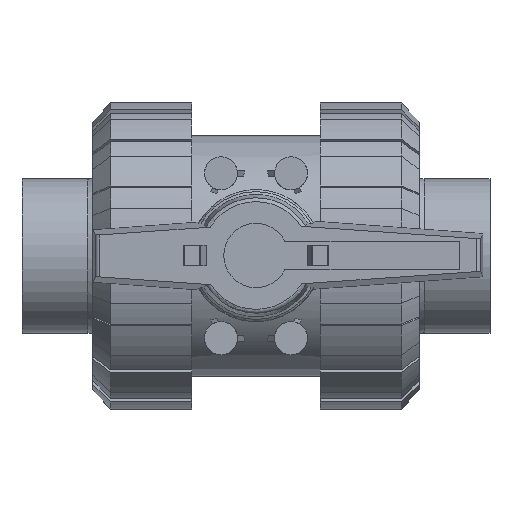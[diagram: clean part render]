
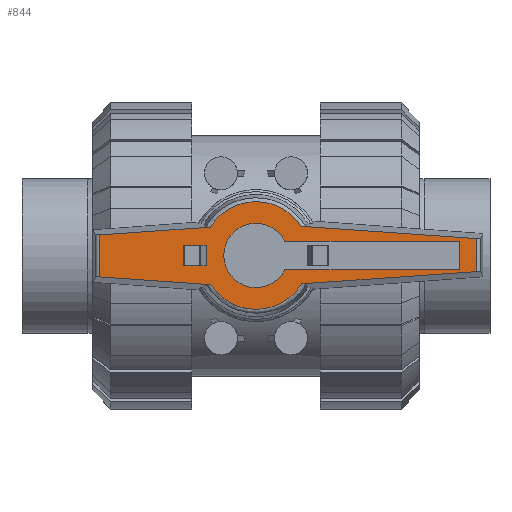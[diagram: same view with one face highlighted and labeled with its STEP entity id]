
A CAD part, top view. The second image highlights one B-rep face of the part: STEP entity #844.
In plain terms, the highlighted planar face has unit normal (0, 0, 1).
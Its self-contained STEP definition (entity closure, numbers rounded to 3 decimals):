
#844=ADVANCED_FACE('',(#1940,#1941,#1942),#1943,.T.);
#1940=FACE_BOUND('',#3361,.T.);
#1941=FACE_OUTER_BOUND('',#3362,.T.);
#1942=FACE_BOUND('',#3363,.T.);
#1943=PLANE('',#3364);
#3361=EDGE_LOOP('',(#6313,#6314,#6315,#6316,#6317));
#3362=EDGE_LOOP('',(#6318,#6319,#6320,#6321,#6322,#6323,#6324,#6325));
#3363=EDGE_LOOP('',(#6326,#6327,#6328,#6329));
#3364=AXIS2_PLACEMENT_3D('',#6330,#6331,#6332);
#6313=ORIENTED_EDGE('',*,*,#9655,.T.);
#6314=ORIENTED_EDGE('',*,*,#9646,.T.);
#6315=ORIENTED_EDGE('',*,*,#9728,.T.);
#6316=ORIENTED_EDGE('',*,*,#9741,.T.);
#6317=ORIENTED_EDGE('',*,*,#9744,.T.);
#6318=ORIENTED_EDGE('',*,*,#9867,.T.);
#6319=ORIENTED_EDGE('',*,*,#10039,.T.);
#6320=ORIENTED_EDGE('',*,*,#9972,.T.);
#6321=ORIENTED_EDGE('',*,*,#9979,.F.);
#6322=ORIENTED_EDGE('',*,*,#9898,.T.);
#6323=ORIENTED_EDGE('',*,*,#10012,.T.);
#6324=ORIENTED_EDGE('',*,*,#9955,.T.);
#6325=ORIENTED_EDGE('',*,*,#9986,.T.);
#6326=ORIENTED_EDGE('',*,*,#9905,.T.);
#6327=ORIENTED_EDGE('',*,*,#9920,.T.);
#6328=ORIENTED_EDGE('',*,*,#9928,.T.);
#6329=ORIENTED_EDGE('',*,*,#9912,.T.);
#6330=CARTESIAN_POINT('',(13.057,0.0,225.5));
#6331=DIRECTION('',(0.0,0.0,1.0));
#6332=DIRECTION('',(1.0,0.0,0.0));
#9646=EDGE_CURVE('',#11434,#11431,#11435,.T.);
#9655=EDGE_CURVE('',#11449,#11434,#11450,.T.);
#9728=EDGE_CURVE('',#11431,#11567,#11569,.T.);
#9741=EDGE_CURVE('',#11567,#11589,#11590,.T.);
#9744=EDGE_CURVE('',#11589,#11449,#11593,.T.);
#9867=EDGE_CURVE('',#11770,#11768,#11771,.T.);
#9898=EDGE_CURVE('',#11823,#11821,#11824,.T.);
#9905=EDGE_CURVE('',#11835,#11836,#11837,.T.);
#9912=EDGE_CURVE('',#11848,#11835,#11849,.T.);
#9920=EDGE_CURVE('',#11836,#11860,#11861,.T.);
#9928=EDGE_CURVE('',#11860,#11848,#11870,.T.);
#9955=EDGE_CURVE('',#11907,#11905,#11908,.T.);
#9972=EDGE_CURVE('',#11933,#11931,#11934,.T.);
#9979=EDGE_CURVE('',#11823,#11931,#11944,.T.);
#9986=EDGE_CURVE('',#11905,#11770,#11951,.T.);
#10012=EDGE_CURVE('',#11821,#11907,#11983,.T.);
#10039=EDGE_CURVE('',#11768,#11933,#12010,.T.);
#11431=VERTEX_POINT('',#14064);
#11434=VERTEX_POINT('',#14068);
#11435=CIRCLE('',#14069,15.629);
#11449=VERTEX_POINT('',#14096);
#11450=LINE('',#14097,#14098);
#11567=VERTEX_POINT('',#14266);
#11569=CIRCLE('',#14269,15.629);
#11589=VERTEX_POINT('',#14296);
#11590=LINE('',#14297,#14298);
#11593=LINE('',#14302,#14303);
#11768=VERTEX_POINT('',#14710);
#11770=VERTEX_POINT('',#14739);
#11771=LINE('',#14740,#14741);
#11821=VERTEX_POINT('',#14896);
#11823=VERTEX_POINT('',#14925);
#11824=LINE('',#14926,#14927);
#11835=VERTEX_POINT('',#14941);
#11836=VERTEX_POINT('',#14942);
#11837=LINE('',#14943,#14944);
#11848=VERTEX_POINT('',#14958);
#11849=LINE('',#14959,#14960);
#11860=VERTEX_POINT('',#14975);
#11861=LINE('',#14976,#14977);
#11870=LINE('',#14989,#14990);
#11905=VERTEX_POINT('',#15035);
#11907=VERTEX_POINT('',#15037);
#11908=LINE('',#15038,#15039);
#11931=VERTEX_POINT('',#15128);
#11933=VERTEX_POINT('',#15130);
#11934=LINE('',#15131,#15132);
#11944=LINE('',#15204,#15205);
#11951=LINE('',#15214,#15215);
#11983=CIRCLE('',#15317,26.113);
#12010=CIRCLE('',#15344,26.113);
#14064=CARTESIAN_POINT('',(-15.629,0.,225.5));
#14068=CARTESIAN_POINT('',(14.053,-6.838,225.5));
#14069=AXIS2_PLACEMENT_3D('',#19869,#19870,#19871);
#14096=CARTESIAN_POINT('',(98.5,-6.838,225.5));
#14097=CARTESIAN_POINT('',(31.153,-6.838,225.5));
#14098=VECTOR('',#19879,1.0);
#14266=CARTESIAN_POINT('',(14.053,6.838,225.5));
#14269=AXIS2_PLACEMENT_3D('',#19977,#19978,#19979);
#14296=CARTESIAN_POINT('',(98.5,6.838,225.5));
#14297=CARTESIAN_POINT('',(31.153,6.838,225.5));
#14298=VECTOR('',#19993,1.0);
#14302=CARTESIAN_POINT('',(98.5,0.0,225.5));
#14303=VECTOR('',#19995,1.0);
#14710=CARTESIAN_POINT('',(-21.949,-14.147,225.5));
#14739=CARTESIAN_POINT('',(-75.912,-10.373,225.5));
#14740=CARTESIAN_POINT('',(-4.617,-15.359,225.5));
#14741=VECTOR('',#20100,1.0);
#14896=CARTESIAN_POINT('',(21.949,14.147,225.5));
#14925=CARTESIAN_POINT('',(106.912,8.205,225.5));
#14926=CARTESIAN_POINT('',(56.421,11.736,225.5));
#14927=VECTOR('',#20128,1.0);
#14941=CARTESIAN_POINT('',(-24.228,-5.0,225.5));
#14942=CARTESIAN_POINT('',(-35.,-5.0,225.5));
#14943=CARTESIAN_POINT('',(-8.51,-5.0,225.5));
#14944=VECTOR('',#20138,1.0);
#14958=CARTESIAN_POINT('',(-24.228,5.0,225.5));
#14959=CARTESIAN_POINT('',(-24.228,-2.5,225.5));
#14960=VECTOR('',#20148,1.0);
#14975=CARTESIAN_POINT('',(-35.,5.0,225.5));
#14976=CARTESIAN_POINT('',(-35.,7.5,225.5));
#14977=VECTOR('',#20156,1.0);
#14989=CARTESIAN_POINT('',(-8.51,5.0,225.5));
#14990=VECTOR('',#20163,1.0);
#15035=CARTESIAN_POINT('',(-75.912,9.979,225.5));
#15037=CARTESIAN_POINT('',(-22.21,13.734,225.5));
#15038=CARTESIAN_POINT('',(-3.198,15.064,225.5));
#15039=VECTOR('',#20195,1.0);
#15128=CARTESIAN_POINT('',(106.912,-7.811,225.5));
#15130=CARTESIAN_POINT('',(22.21,-13.734,225.5));
#15131=CARTESIAN_POINT('',(57.786,-11.247,225.5));
#15132=VECTOR('',#20210,1.0);
#15204=CARTESIAN_POINT('',(106.912,20.0,225.5));
#15205=VECTOR('',#20212,1.0);
#15214=CARTESIAN_POINT('',(-75.912,20.0,225.5));
#15215=VECTOR('',#20215,1.0);
#15317=AXIS2_PLACEMENT_3D('',#20248,#20249,#20250);
#15344=AXIS2_PLACEMENT_3D('',#20281,#20282,#20283);
#19869=CARTESIAN_POINT('',(0.0,0.0,225.5));
#19870=DIRECTION('',(0.0,0.0,-1.0));
#19871=DIRECTION('',(1.0,0.0,0.0));
#19879=DIRECTION('',(-1.0,0.0,0.0));
#19977=CARTESIAN_POINT('',(0.0,0.0,225.5));
#19978=DIRECTION('',(0.0,0.0,-1.0));
#19979=DIRECTION('',(1.0,0.0,0.0));
#19993=DIRECTION('',(1.0,0.0,-0.0));
#19995=DIRECTION('',(0.0,-1.0,0.0));
#20100=DIRECTION('',(0.998,-0.07,0.0));
#20128=DIRECTION('',(-0.998,0.07,0.0));
#20138=DIRECTION('',(-1.0,0.0,0.0));
#20148=DIRECTION('',(0.0,-1.0,0.0));
#20156=DIRECTION('',(0.0,1.0,-0.0));
#20163=DIRECTION('',(1.0,0.0,0.0));
#20195=DIRECTION('',(-0.998,-0.07,0.0));
#20210=DIRECTION('',(0.998,0.07,-0.0));
#20212=DIRECTION('',(0.0,-1.0,0.0));
#20215=DIRECTION('',(0.0,-1.0,0.0));
#20248=CARTESIAN_POINT('',(0.0,0.0,225.5));
#20249=DIRECTION('',(0.0,0.0,1.0));
#20250=DIRECTION('',(1.0,0.0,0.0));
#20281=CARTESIAN_POINT('',(0.0,0.0,225.5));
#20282=DIRECTION('',(0.0,0.0,1.0));
#20283=DIRECTION('',(1.0,0.0,0.0));
